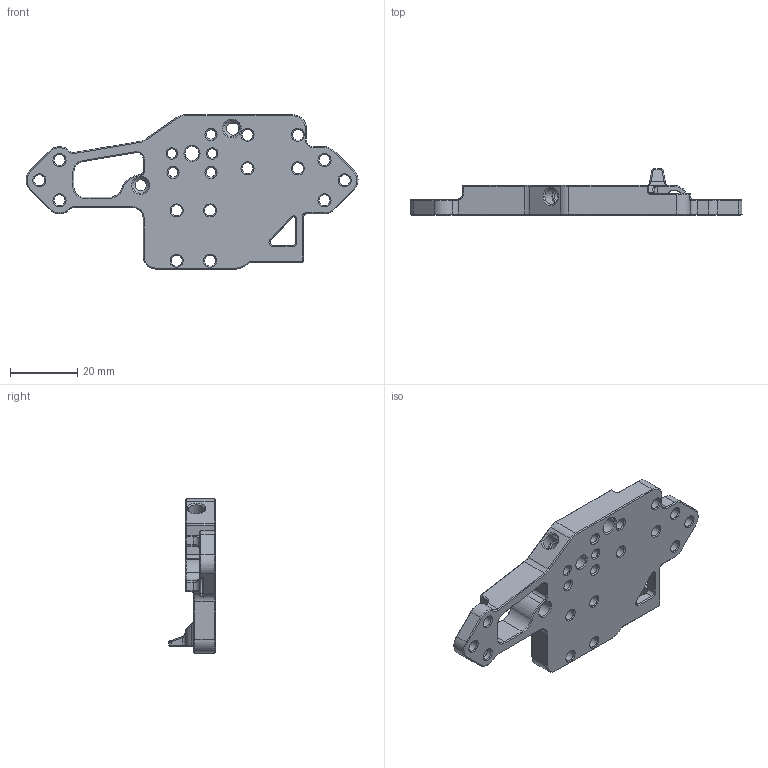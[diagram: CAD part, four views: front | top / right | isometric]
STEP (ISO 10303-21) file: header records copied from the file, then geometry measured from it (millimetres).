
FILE_DESCRIPTION(/* description */ ('STEP AP242','CAx-IF Rec.Pracs.---Representation and Presentation of Product Manufacturing Information (PMI)---4.0---2014-10-13','CAx-IF Rec.Pracs.---3D Tessellated Geometry---0.4---2014-09-14','2;1'),/* implementation_level */ '2;1');
FILE_NAME(/* name */ '661de56c2959550d5b64efeb',/* time_stamp */ '2024-04-16T02:41:48Z',/* author */ (''),/* organization */ (''),/* preprocessor_version */ 'ST-DEVELOPER v20',/* originating_system */ ' ',/* authorisation */ ' ');
FILE_SCHEMA (('AP242_MANAGED_MODEL_BASED_3D_ENGINEERING_MIM_LF { 1 0 10303 442 1 1 4 }'));
Length unit declared in the file: metre
Products named in the file (1): Part 1
Bounding box: 98.97 x 13.9 x 46 mm (x, y, z)
Volume: 16621.5 mm3; surface area: 9349 mm2
Topology: 1 solids, 1 shells, 473 faces, 1163 edges, 693 vertices
Faces by surface type: cylinder 136, plane 133, cone 129, bspline 48, torus 26, sphere 1
Full cylindrical faces by diameter (mm): 2.8 x5, 3.3 x15, 3.4 x1, 4.2 x1, 4.8 x5, 6 x6, 6.4 x1
Entity records: 15142 total; most frequent: CARTESIAN_POINT 5077, ORIENTED_EDGE 2062, DIRECTION 1904, EDGE_CURVE 1031, AXIS2_PLACEMENT_3D 730, VERTEX_POINT 656, EDGE_LOOP 619, FACE_BOUND 619
